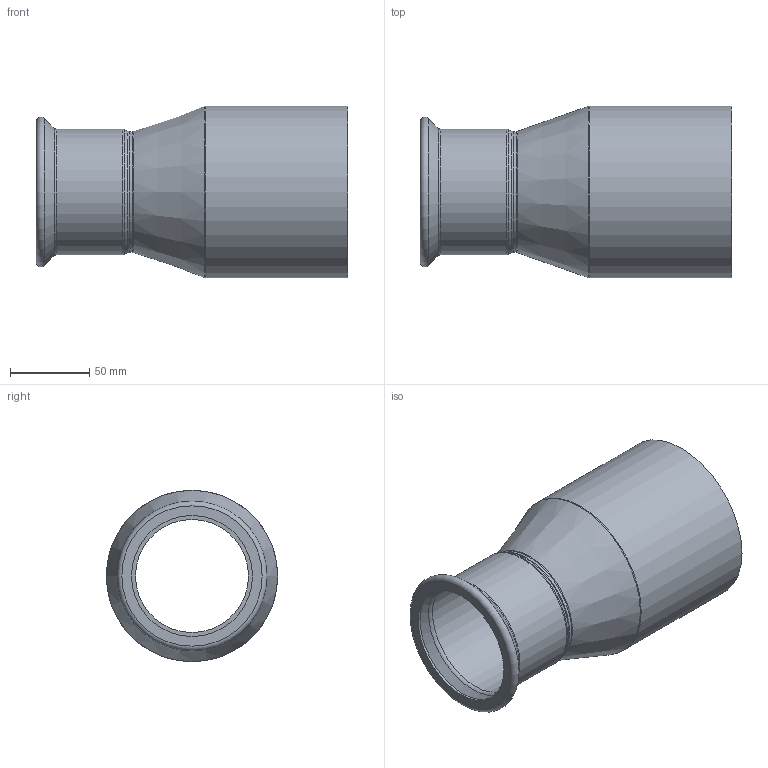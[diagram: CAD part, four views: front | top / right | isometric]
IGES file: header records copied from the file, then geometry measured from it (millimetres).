
Global section: file name: No Iges File Name specified; native system: Autodesk Inventor 2012; preprocessor: AutoDesk Inventor Iges Exporter R2012; author: aporro; date: 20130604.104911; units: millimetre
Bounding box: 196 x 108 x 108 mm (x, y, z)
Volume: 93287.8 mm3; surface area: 124491.4 mm2
Topology: 1 solids, 1 shells, 26 faces, 48 edges, 27 vertices
Faces by surface type: revolution 11, plane 5, torus 4, cone 3, cylinder 3
Full cylindrical faces by diameter (mm): 76.1 x1, 79.1 x1, 108 x1
